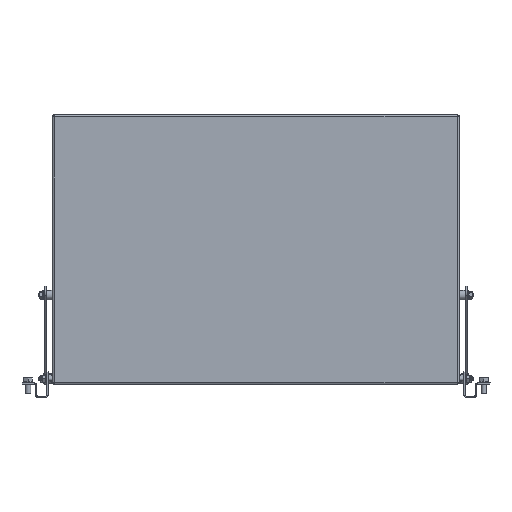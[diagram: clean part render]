
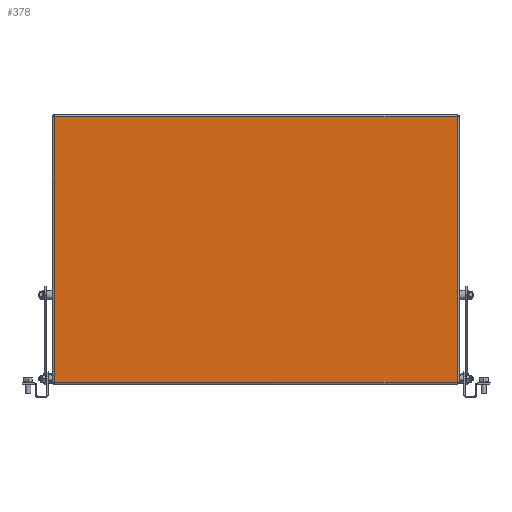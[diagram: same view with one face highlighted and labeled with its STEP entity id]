
A CAD part, front view. The second image highlights one B-rep face of the part: STEP entity #378.
In plain terms, the highlighted face is planar.
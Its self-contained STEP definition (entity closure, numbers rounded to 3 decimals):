
#378 = ADVANCED_FACE ( 'NONE', ( #908 ), #2126, .F. ) ;
#460 = LINE ( 'NONE', #10455, #8481 ) ;
#672 = DIRECTION ( 'NONE',  ( 1., 0., 0. ) ) ;
#683 = VERTEX_POINT ( 'NONE', #8927 ) ;
#908 = FACE_OUTER_BOUND ( 'NONE', #3247, .T. ) ;
#2126 = PLANE ( 'NONE',  #2590 ) ;
#2254 = VECTOR ( 'NONE', #12732, 1000. ) ;
#2590 = AXIS2_PLACEMENT_3D ( 'NONE', #9030, #6064, #6362 ) ;
#3129 = CARTESIAN_POINT ( 'NONE',  ( 298.1, -196.6, 0. ) ) ;
#3247 = EDGE_LOOP ( 'NONE', ( #8905, #6124, #11708, #12753 ) ) ;
#3643 = VERTEX_POINT ( 'NONE', #8417 ) ;
#3810 = CARTESIAN_POINT ( 'NONE',  ( -299.393, -196.6, 0. ) ) ;
#4733 = EDGE_CURVE ( 'NONE', #683, #8264, #11979, .T. ) ;
#5586 = CARTESIAN_POINT ( 'NONE',  ( 298.1, 196.6, 0. ) ) ;
#6064 = DIRECTION ( 'NONE',  ( 0., 0., -1. ) ) ;
#6124 = ORIENTED_EDGE ( 'NONE', *, *, #9533, .T. ) ;
#6313 = VECTOR ( 'NONE', #10745, 1000. ) ;
#6362 = DIRECTION ( 'NONE',  ( -1., 0., 0. ) ) ;
#6545 = EDGE_CURVE ( 'NONE', #8264, #9950, #460, .T. ) ;
#6979 = CARTESIAN_POINT ( 'NONE',  ( -298.1, 197.893, 0. ) ) ;
#8264 = VERTEX_POINT ( 'NONE', #3129 ) ;
#8417 = CARTESIAN_POINT ( 'NONE',  ( -298.1, 196.6, 0. ) ) ;
#8481 = VECTOR ( 'NONE', #10371, 1000. ) ;
#8804 = CARTESIAN_POINT ( 'NONE',  ( 299.393, 196.6, 0. ) ) ;
#8905 = ORIENTED_EDGE ( 'NONE', *, *, #6545, .T. ) ;
#8927 = CARTESIAN_POINT ( 'NONE',  ( -298.1, -196.6, 0. ) ) ;
#9030 = CARTESIAN_POINT ( 'NONE',  ( 0., 0., 0. ) ) ;
#9200 = LINE ( 'NONE', #6979, #6313 ) ;
#9316 = VECTOR ( 'NONE', #672, 1000. ) ;
#9533 = EDGE_CURVE ( 'NONE', #9950, #3643, #12183, .T. ) ;
#9950 = VERTEX_POINT ( 'NONE', #5586 ) ;
#10085 = EDGE_CURVE ( 'NONE', #3643, #683, #9200, .T. ) ;
#10371 = DIRECTION ( 'NONE',  ( 0., 1., 0. ) ) ;
#10455 = CARTESIAN_POINT ( 'NONE',  ( 298.1, -197.893, 0. ) ) ;
#10745 = DIRECTION ( 'NONE',  ( 0., -1., 0. ) ) ;
#11708 = ORIENTED_EDGE ( 'NONE', *, *, #10085, .T. ) ;
#11979 = LINE ( 'NONE', #3810, #9316 ) ;
#12183 = LINE ( 'NONE', #8804, #2254 ) ;
#12732 = DIRECTION ( 'NONE',  ( -1., 0., 0. ) ) ;
#12753 = ORIENTED_EDGE ( 'NONE', *, *, #4733, .T. ) ;
